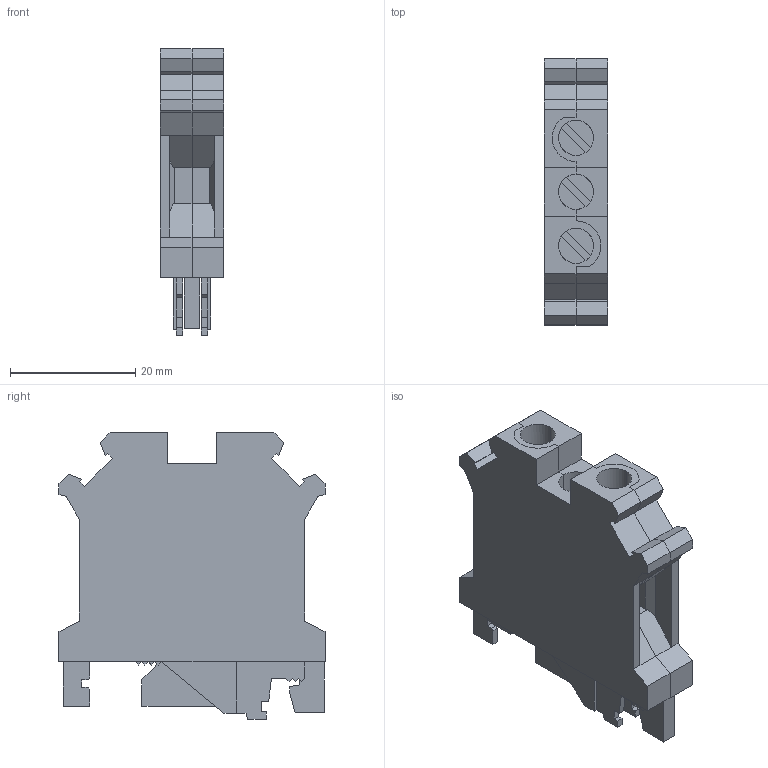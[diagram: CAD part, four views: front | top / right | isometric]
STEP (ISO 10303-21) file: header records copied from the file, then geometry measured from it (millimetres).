
FILE_DESCRIPTION(('Creo Elements/Direct Modeling STEP Export'),'2;1');
FILE_NAME('model.stp','2022-02-08T 9:23:04',(''),(''),'Creo Elements/Direct Modeling STEP processor for AP214 (Solid Model)','Creo Elements/Direct Modeling 20.1D 10-Oct-2020 (C) Parametric Technology GmbH','');
FILE_SCHEMA(('AUTOMOTIVE_DESIGN { 1 0 10303 214 1 1 1 1 }'));
Length unit declared in the file: millimetre
Products named in the file (2): USLKG_10_N-select
Assembly tree (1 placements, depth 2):
  USLKG_10_N-select
    USLKG_10_N-select
Bounding box: 10.15 x 42.5 x 45.8 mm (x, y, z)
Volume: 11841.4 mm3; surface area: 6493.4 mm2
Topology: 1 solids, 1 shells, 244 faces, 638 edges, 402 vertices
Faces by surface type: plane 238, cylinder 6
Entity records: 8602 total; most frequent: ORIENTED_EDGE 1276, CARTESIAN_POINT 1140, DIRECTION 931, EDGE_CURVE 638, VECTOR 545, LINE 545, VERTEX_POINT 402, EDGE_LOOP 250
